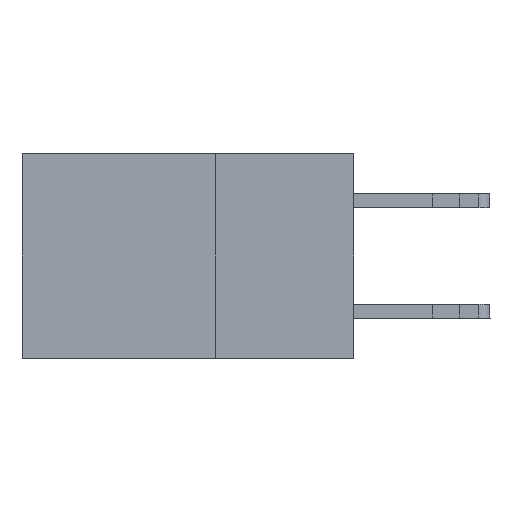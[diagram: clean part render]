
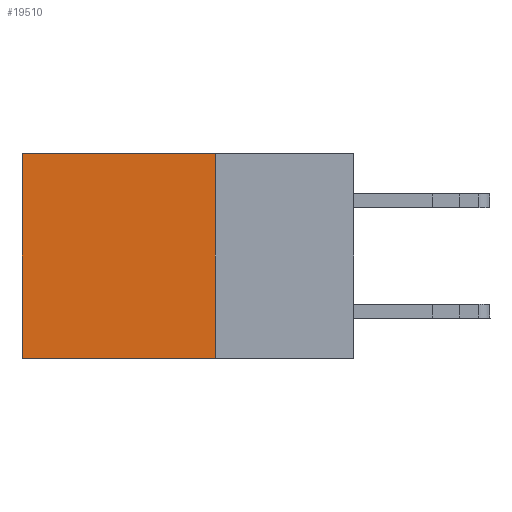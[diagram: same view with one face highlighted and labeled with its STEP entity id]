
A CAD part, left-side view. The second image highlights one B-rep face of the part: STEP entity #19510.
In plain terms, the highlighted planar face has unit normal (-1, 0, 0).
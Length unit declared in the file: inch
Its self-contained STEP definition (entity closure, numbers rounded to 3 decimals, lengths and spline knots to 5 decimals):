
#128 = ORIENTED_EDGE ( 'NONE', *, *, #3979, .F. ) ;
#159 = DIRECTION ( 'NONE',  ( 0., 0., -1. ) ) ;
#805 = DIRECTION ( 'NONE',  ( 0., 1., 0. ) ) ;
#820 = VECTOR ( 'NONE', #4197, 39.37008 ) ;
#1392 = VECTOR ( 'NONE', #6693, 39.37008 ) ;
#1868 = CARTESIAN_POINT ( 'NONE',  ( 0.2875, 0.25, 0. ) ) ;
#2359 = EDGE_CURVE ( 'NONE', #3899, #8921, #5359, .T. ) ;
#3717 = VERTEX_POINT ( 'NONE', #16152 ) ;
#3899 = VERTEX_POINT ( 'NONE', #21221 ) ;
#3979 = EDGE_CURVE ( 'NONE', #8921, #5514, #21556, .T. ) ;
#4197 = DIRECTION ( 'NONE',  ( 0., 0., -1. ) ) ;
#5359 = LINE ( 'NONE', #17695, #820 ) ;
#5514 = VERTEX_POINT ( 'NONE', #6408 ) ;
#6237 = AXIS2_PLACEMENT_3D ( 'NONE', #1868, #10464, #159 ) ;
#6408 = CARTESIAN_POINT ( 'NONE',  ( 0.2875, 0.6, -0.37 ) ) ;
#6462 = DIRECTION ( 'NONE',  ( 0., 0., -1. ) ) ;
#6693 = DIRECTION ( 'NONE',  ( 0., 1., 0. ) ) ;
#6985 = PLANE ( 'NONE',  #6237 ) ;
#7043 = EDGE_LOOP ( 'NONE', ( #14882, #128, #7940, #17015 ) ) ;
#7131 = FACE_OUTER_BOUND ( 'NONE', #7043, .T. ) ;
#7940 = ORIENTED_EDGE ( 'NONE', *, *, #2359, .F. ) ;
#8921 = VERTEX_POINT ( 'NONE', #9726 ) ;
#9350 = CARTESIAN_POINT ( 'NONE',  ( 0.2875, 0.25, -0.37 ) ) ;
#9726 = CARTESIAN_POINT ( 'NONE',  ( 0.2875, 0.25, -0.37 ) ) ;
#9943 = CARTESIAN_POINT ( 'NONE',  ( 0.2875, 0.6, 0. ) ) ;
#10464 = DIRECTION ( 'NONE',  ( 1., 0., 0. ) ) ;
#11102 = EDGE_CURVE ( 'NONE', #3899, #3717, #14017, .T. ) ;
#11294 = VECTOR ( 'NONE', #6462, 39.37008 ) ;
#14017 = LINE ( 'NONE', #17082, #1392 ) ;
#14882 = ORIENTED_EDGE ( 'NONE', *, *, #21188, .T. ) ;
#15895 = VECTOR ( 'NONE', #805, 39.37008 ) ;
#16152 = CARTESIAN_POINT ( 'NONE',  ( 0.2875, 0.6, 0. ) ) ;
#17015 = ORIENTED_EDGE ( 'NONE', *, *, #11102, .T. ) ;
#17082 = CARTESIAN_POINT ( 'NONE',  ( 0.2875, 0.25, 0. ) ) ;
#17695 = CARTESIAN_POINT ( 'NONE',  ( 0.2875, 0.25, 0. ) ) ;
#19510 = ADVANCED_FACE ( 'NONE', ( #7131 ), #6985, .F. ) ;
#20527 = LINE ( 'NONE', #9943, #11294 ) ;
#21188 = EDGE_CURVE ( 'NONE', #3717, #5514, #20527, .T. ) ;
#21221 = CARTESIAN_POINT ( 'NONE',  ( 0.2875, 0.25, 0. ) ) ;
#21556 = LINE ( 'NONE', #9350, #15895 ) ;
